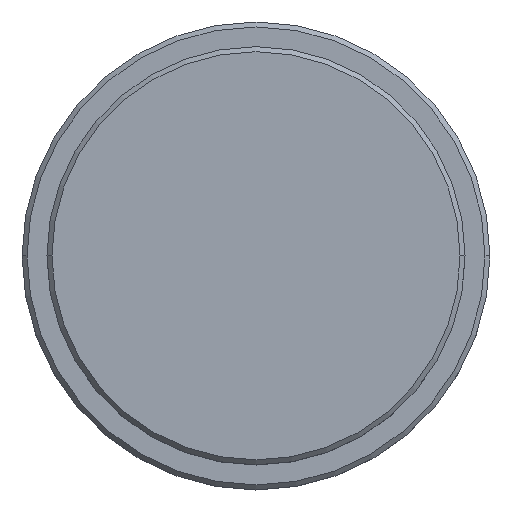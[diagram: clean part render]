
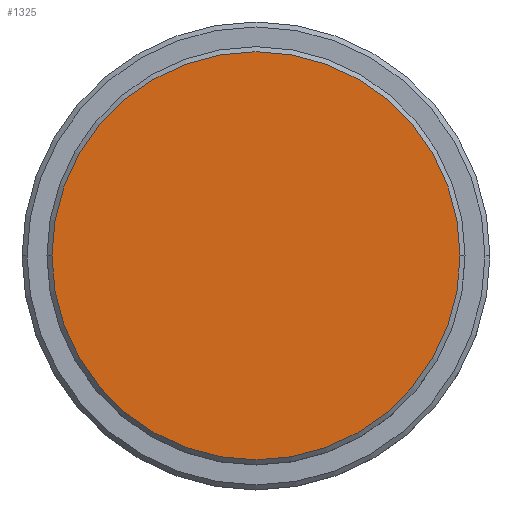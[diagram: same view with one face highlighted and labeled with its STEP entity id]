
A CAD part, top view. The second image highlights one B-rep face of the part: STEP entity #1325.
In plain terms, the highlighted planar face has unit normal (0, 0, 1).
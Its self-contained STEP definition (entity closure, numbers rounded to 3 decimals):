
#2 = CIRCLE ( 'NONE', #813, 20.5 ) ;
#54 = DIRECTION ( 'NONE',  ( 0., 0., 1. ) ) ;
#145 = FACE_OUTER_BOUND ( 'NONE', #536, .T. ) ;
#165 = CARTESIAN_POINT ( 'NONE',  ( 20.5, 0., 0. ) ) ;
#244 = DIRECTION ( 'NONE',  ( 1., 0., 0. ) ) ;
#268 = DIRECTION ( 'NONE',  ( 0., 0., 1. ) ) ;
#308 = ORIENTED_EDGE ( 'NONE', *, *, #400, .T. ) ;
#354 = CARTESIAN_POINT ( 'NONE',  ( 0., 0., 0. ) ) ;
#400 = EDGE_CURVE ( 'NONE', #1178, #1306, #2, .T. ) ;
#423 = CARTESIAN_POINT ( 'NONE',  ( -20.5, 0., 0. ) ) ;
#436 = AXIS2_PLACEMENT_3D ( 'NONE', #354, #1229, #244 ) ;
#536 = EDGE_LOOP ( 'NONE', ( #308, #790 ) ) ;
#612 = CARTESIAN_POINT ( 'NONE',  ( 0., 0., 0. ) ) ;
#731 = DIRECTION ( 'NONE',  ( 1., 0., 0. ) ) ;
#757 = EDGE_CURVE ( 'NONE', #1306, #1178, #1064, .T. ) ;
#790 = ORIENTED_EDGE ( 'NONE', *, *, #757, .T. ) ;
#813 = AXIS2_PLACEMENT_3D ( 'NONE', #1004, #268, #731 ) ;
#854 = AXIS2_PLACEMENT_3D ( 'NONE', #612, #54, #939 ) ;
#939 = DIRECTION ( 'NONE',  ( 1., 0., 0. ) ) ;
#1004 = CARTESIAN_POINT ( 'NONE',  ( 0., 0., 0. ) ) ;
#1064 = CIRCLE ( 'NONE', #436, 20.5 ) ;
#1178 = VERTEX_POINT ( 'NONE', #423 ) ;
#1229 = DIRECTION ( 'NONE',  ( 0., 0., 1. ) ) ;
#1306 = VERTEX_POINT ( 'NONE', #165 ) ;
#1325 = ADVANCED_FACE ( 'NONE', ( #145 ), #1374, .T. ) ;
#1374 = PLANE ( 'NONE',  #854 ) ;
